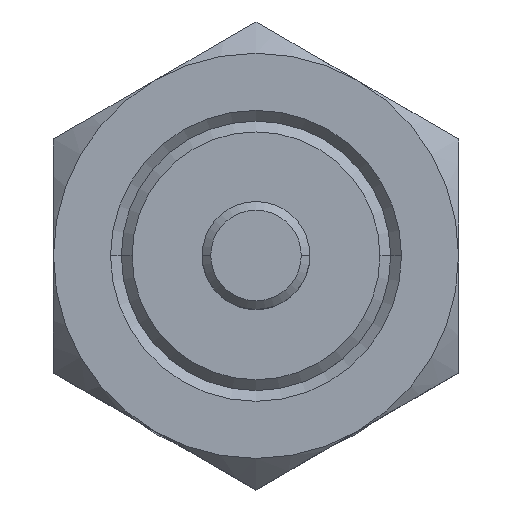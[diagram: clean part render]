
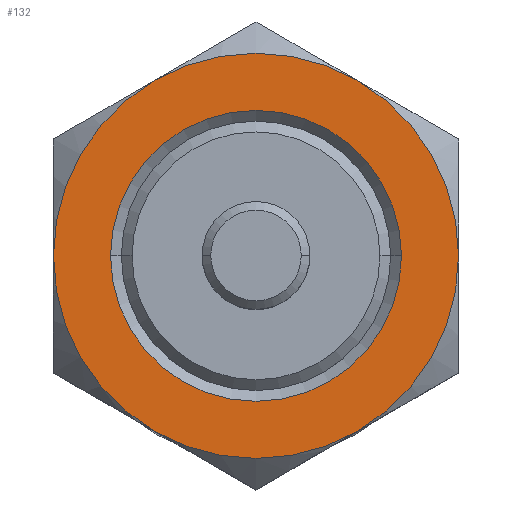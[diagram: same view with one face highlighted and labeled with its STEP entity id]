
A CAD part, top view. The second image highlights one B-rep face of the part: STEP entity #132.
In plain terms, the highlighted planar face has unit normal (0, 0, 1).
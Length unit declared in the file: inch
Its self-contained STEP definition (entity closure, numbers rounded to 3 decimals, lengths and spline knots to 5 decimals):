
#102 = CIRCLE ( 'NONE', #636, 0.47 ) ;
#132 = ADVANCED_FACE ( 'NONE', ( #1535, #2130 ), #1970, .F. ) ;
#140 = EDGE_LOOP ( 'NONE', ( #726, #2163 ) ) ;
#200 = CARTESIAN_POINT ( 'NONE',  ( 0., 0., 0.19 ) ) ;
#244 = CARTESIAN_POINT ( 'NONE',  ( 0., 0., 0.19 ) ) ;
#251 = CARTESIAN_POINT ( 'NONE',  ( -0.3375, 0., 0.19 ) ) ;
#300 = CARTESIAN_POINT ( 'NONE',  ( 0., 0., 0.19 ) ) ;
#301 = CIRCLE ( 'NONE', #1721, 0.47 ) ;
#343 = EDGE_CURVE ( 'NONE', #650, #638, #354, .T. ) ;
#348 = CARTESIAN_POINT ( 'NONE',  ( -0.235, 0.40703, 0.19 ) ) ;
#354 = CIRCLE ( 'NONE', #2829, 0.47 ) ;
#421 = DIRECTION ( 'NONE',  ( -1., 0., 0. ) ) ;
#423 = VERTEX_POINT ( 'NONE', #2216 ) ;
#466 = DIRECTION ( 'NONE',  ( -1., 0., 0. ) ) ;
#474 = AXIS2_PLACEMENT_3D ( 'NONE', #1753, #2197, #885 ) ;
#493 = CARTESIAN_POINT ( 'NONE',  ( 0.235, -0.40703, 0.19 ) ) ;
#525 = DIRECTION ( 'NONE',  ( -1., 0., 0. ) ) ;
#596 = AXIS2_PLACEMENT_3D ( 'NONE', #200, #1724, #421 ) ;
#636 = AXIS2_PLACEMENT_3D ( 'NONE', #2076, #761, #2298 ) ;
#638 = VERTEX_POINT ( 'NONE', #1652 ) ;
#650 = VERTEX_POINT ( 'NONE', #348 ) ;
#677 = AXIS2_PLACEMENT_3D ( 'NONE', #1021, #2561, #1246 ) ;
#697 = DIRECTION ( 'NONE',  ( 0., 0., -1. ) ) ;
#721 = AXIS2_PLACEMENT_3D ( 'NONE', #2166, #852, #2377 ) ;
#726 = ORIENTED_EDGE ( 'NONE', *, *, #2830, .T. ) ;
#761 = DIRECTION ( 'NONE',  ( 0., 0., 1. ) ) ;
#762 = CARTESIAN_POINT ( 'NONE',  ( 0., 0., 0.19 ) ) ;
#852 = DIRECTION ( 'NONE',  ( 0., 0., -1. ) ) ;
#857 = EDGE_CURVE ( 'NONE', #423, #2110, #1292, .T. ) ;
#885 = DIRECTION ( 'NONE',  ( -1., 0., 0. ) ) ;
#978 = DIRECTION ( 'NONE',  ( -1., 0., 0. ) ) ;
#1020 = ORIENTED_EDGE ( 'NONE', *, *, #1660, .F. ) ;
#1021 = CARTESIAN_POINT ( 'NONE',  ( 0., 0., 0.19 ) ) ;
#1065 = VERTEX_POINT ( 'NONE', #493 ) ;
#1096 = EDGE_CURVE ( 'NONE', #1815, #1065, #1571, .T. ) ;
#1168 = VERTEX_POINT ( 'NONE', #2501 ) ;
#1246 = DIRECTION ( 'NONE',  ( -1., 0., 0. ) ) ;
#1250 = AXIS2_PLACEMENT_3D ( 'NONE', #300, #1822, #525 ) ;
#1292 = CIRCLE ( 'NONE', #1727, 0.47 ) ;
#1366 = ORIENTED_EDGE ( 'NONE', *, *, #857, .F. ) ;
#1432 = ORIENTED_EDGE ( 'NONE', *, *, #1096, .F. ) ;
#1535 = FACE_BOUND ( 'NONE', #140, .T. ) ;
#1571 = CIRCLE ( 'NONE', #1250, 0.47 ) ;
#1652 = CARTESIAN_POINT ( 'NONE',  ( 0.235, 0.40703, 0.19 ) ) ;
#1660 = EDGE_CURVE ( 'NONE', #2110, #650, #2661, .T. ) ;
#1721 = AXIS2_PLACEMENT_3D ( 'NONE', #2011, #697, #2239 ) ;
#1724 = DIRECTION ( 'NONE',  ( 0., 0., -1. ) ) ;
#1727 = AXIS2_PLACEMENT_3D ( 'NONE', #244, #1769, #466 ) ;
#1753 = CARTESIAN_POINT ( 'NONE',  ( 0., 0.54271, 0.19 ) ) ;
#1769 = DIRECTION ( 'NONE',  ( 0., 0., -1. ) ) ;
#1804 = VERTEX_POINT ( 'NONE', #251 ) ;
#1815 = VERTEX_POINT ( 'NONE', #2447 ) ;
#1822 = DIRECTION ( 'NONE',  ( 0., 0., -1. ) ) ;
#1909 = ORIENTED_EDGE ( 'NONE', *, *, #2476, .F. ) ;
#1927 = CIRCLE ( 'NONE', #596, 0.3375 ) ;
#1970 = PLANE ( 'NONE',  #474 ) ;
#2011 = CARTESIAN_POINT ( 'NONE',  ( 0., 0., 0.19 ) ) ;
#2076 = CARTESIAN_POINT ( 'NONE',  ( 0., 0., 0.19 ) ) ;
#2087 = ORIENTED_EDGE ( 'NONE', *, *, #2584, .T. ) ;
#2110 = VERTEX_POINT ( 'NONE', #2467 ) ;
#2130 = FACE_OUTER_BOUND ( 'NONE', #2141, .T. ) ;
#2141 = EDGE_LOOP ( 'NONE', ( #1020, #1366, #1909, #1432, #2087, #2632 ) ) ;
#2152 = CIRCLE ( 'NONE', #721, 0.3375 ) ;
#2163 = ORIENTED_EDGE ( 'NONE', *, *, #2832, .T. ) ;
#2166 = CARTESIAN_POINT ( 'NONE',  ( 0., 0., 0.19 ) ) ;
#2197 = DIRECTION ( 'NONE',  ( 0., 0., -1. ) ) ;
#2216 = CARTESIAN_POINT ( 'NONE',  ( -0.235, -0.40703, 0.19 ) ) ;
#2239 = DIRECTION ( 'NONE',  ( -1., 0., 0. ) ) ;
#2298 = DIRECTION ( 'NONE',  ( 1., 0., 0. ) ) ;
#2299 = DIRECTION ( 'NONE',  ( 0., 0., -1. ) ) ;
#2377 = DIRECTION ( 'NONE',  ( -1., 0., 0. ) ) ;
#2447 = CARTESIAN_POINT ( 'NONE',  ( 0.47, 0., 0.19 ) ) ;
#2467 = CARTESIAN_POINT ( 'NONE',  ( -0.47, 0., 0.19 ) ) ;
#2476 = EDGE_CURVE ( 'NONE', #1065, #423, #301, .T. ) ;
#2501 = CARTESIAN_POINT ( 'NONE',  ( 0.3375, 0., 0.19 ) ) ;
#2561 = DIRECTION ( 'NONE',  ( 0., 0., -1. ) ) ;
#2584 = EDGE_CURVE ( 'NONE', #1815, #638, #102, .T. ) ;
#2632 = ORIENTED_EDGE ( 'NONE', *, *, #343, .F. ) ;
#2661 = CIRCLE ( 'NONE', #677, 0.47 ) ;
#2829 = AXIS2_PLACEMENT_3D ( 'NONE', #762, #2299, #978 ) ;
#2830 = EDGE_CURVE ( 'NONE', #1168, #1804, #1927, .T. ) ;
#2832 = EDGE_CURVE ( 'NONE', #1804, #1168, #2152, .T. ) ;
